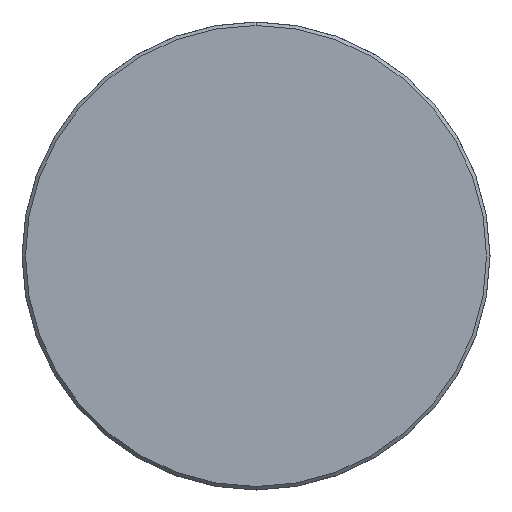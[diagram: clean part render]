
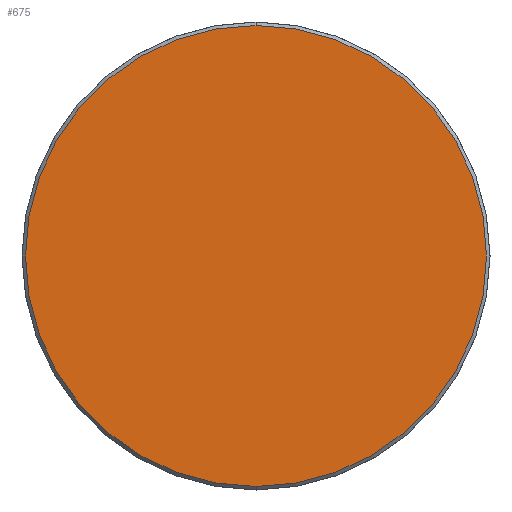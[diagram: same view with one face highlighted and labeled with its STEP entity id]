
A CAD part, front view. The second image highlights one B-rep face of the part: STEP entity #675.
In plain terms, the highlighted planar face has unit normal (0, -1, 0).
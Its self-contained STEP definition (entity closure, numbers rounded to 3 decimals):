
#26 = DIRECTION ( 'NONE',  ( 0., 0., 1. ) ) ;
#73 = EDGE_CURVE ( 'NONE', #773, #673, #564, .T. ) ;
#139 = DIRECTION ( 'NONE',  ( 0., 1., 0. ) ) ;
#143 = ORIENTED_EDGE ( 'NONE', *, *, #209, .F. ) ;
#149 = DIRECTION ( 'NONE',  ( 0., 1., 0. ) ) ;
#161 = AXIS2_PLACEMENT_3D ( 'NONE', #470, #149, #26 ) ;
#190 = FACE_OUTER_BOUND ( 'NONE', #646, .T. ) ;
#198 = PLANE ( 'NONE',  #398 ) ;
#209 = EDGE_CURVE ( 'NONE', #673, #773, #323, .T. ) ;
#270 = CARTESIAN_POINT ( 'NONE',  ( 0., -49., 16.745 ) ) ;
#323 = CIRCLE ( 'NONE', #333, 16.745 ) ;
#333 = AXIS2_PLACEMENT_3D ( 'NONE', #660, #418, #355 ) ;
#355 = DIRECTION ( 'NONE',  ( 0., 0., 1. ) ) ;
#387 = CARTESIAN_POINT ( 'NONE',  ( 0., -49., -16.745 ) ) ;
#398 = AXIS2_PLACEMENT_3D ( 'NONE', #633, #139, #455 ) ;
#418 = DIRECTION ( 'NONE',  ( 0., 1., 0. ) ) ;
#452 = ORIENTED_EDGE ( 'NONE', *, *, #73, .F. ) ;
#455 = DIRECTION ( 'NONE',  ( 0., 0., 1. ) ) ;
#470 = CARTESIAN_POINT ( 'NONE',  ( 0., -49., 0. ) ) ;
#564 = CIRCLE ( 'NONE', #161, 16.745 ) ;
#633 = CARTESIAN_POINT ( 'NONE',  ( -16.745, -49., 0. ) ) ;
#646 = EDGE_LOOP ( 'NONE', ( #452, #143 ) ) ;
#660 = CARTESIAN_POINT ( 'NONE',  ( 0., -49., 0. ) ) ;
#673 = VERTEX_POINT ( 'NONE', #387 ) ;
#675 = ADVANCED_FACE ( 'NONE', ( #190 ), #198, .F. ) ;
#773 = VERTEX_POINT ( 'NONE', #270 ) ;
